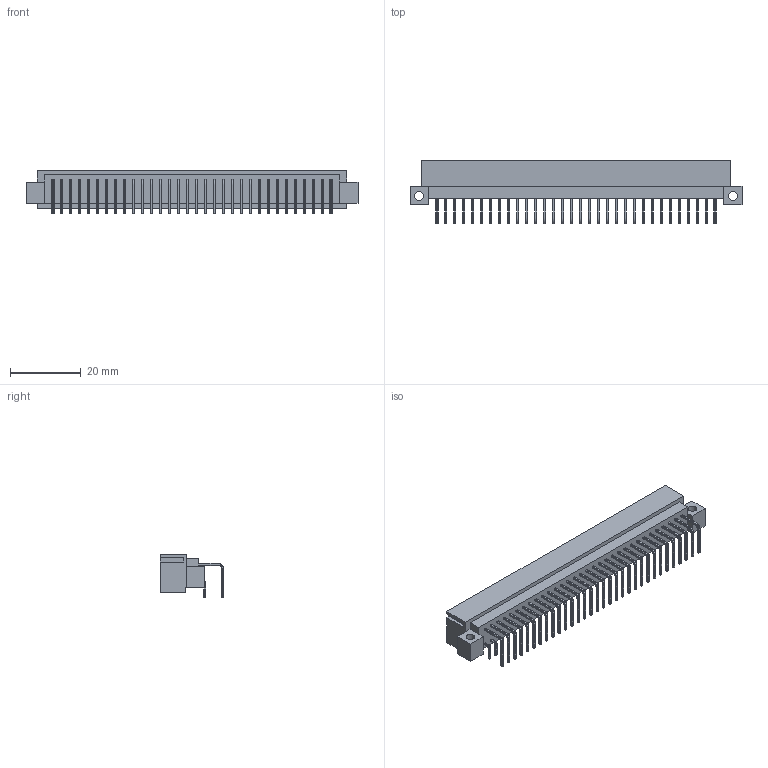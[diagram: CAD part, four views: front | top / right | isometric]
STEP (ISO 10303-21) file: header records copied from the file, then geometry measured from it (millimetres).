
FILE_DESCRIPTION(('FreeCAD Model'),'2;1');
FILE_NAME('Open CASCADE Shape Model','2023-11-25T00:42:51',( 'kicad StepUp'),('ksu MCAD'),'Open CASCADE STEP processor 7.7', 'FreeCAD','Unknown');
FILE_SCHEMA(('AUTOMOTIVE_DESIGN { 1 0 10303 214 1 1 1 1 }'));
Products named in the file (1): DIN41612_C_2xN
Bounding box: 94 x 18.07 x 12.22 mm (x, y, z)
Volume: 5246 mm3; surface area: 7692.6 mm2
Topology: 1 solids, 1 shells, 2889 faces, 6350 edges, 3592 vertices
Faces by surface type: plane 2503, cone 256, cylinder 130
Full cylindrical faces by diameter (mm): 2.5 x2
Entity records: 75846 total; most frequent: CARTESIAN_POINT 12832, ORIENTED_EDGE 12700, DIRECTION 12646, EDGE_CURVE 6350, LINE 5834, VECTOR 5834, VERTEX_POINT 3592, AXIS2_PLACEMENT_3D 3406
